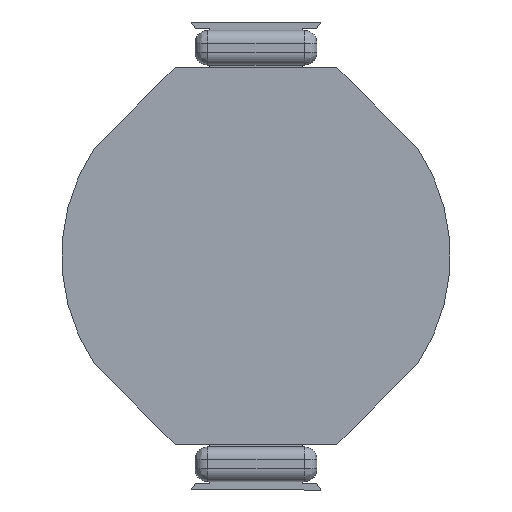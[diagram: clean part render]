
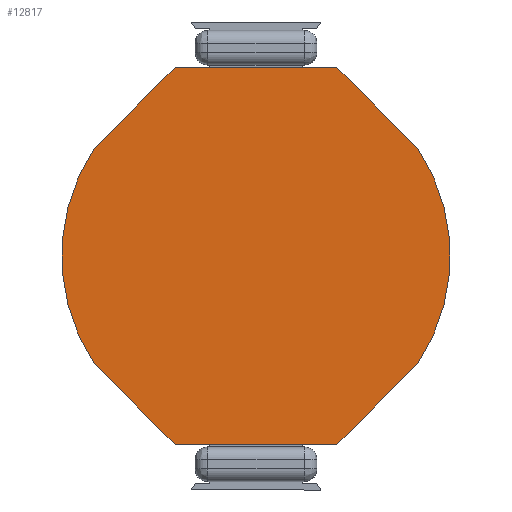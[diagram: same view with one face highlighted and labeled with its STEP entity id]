
A CAD part, front view. The second image highlights one B-rep face of the part: STEP entity #12817.
In plain terms, the highlighted planar face has unit normal (0, -1, 0).
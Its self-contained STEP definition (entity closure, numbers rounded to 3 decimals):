
#946 = CARTESIAN_POINT ( 'NONE',  ( 0., 0., 0. ) ) ;
#947 = DIRECTION ( 'NONE',  ( 0., 1., 0. ) ) ;
#948 = DIRECTION ( 'NONE',  ( 0., 0., 1. ) ) ;
#1067 = AXIS2_PLACEMENT_3D ( 'NONE', #946, #947, #948 ) ;
#1571 = PLANE ( 'NONE',  #1746 ) ;
#1572 = CARTESIAN_POINT ( 'NONE',  ( -7.62, 0., -9.18 ) ) ;
#1573 = DIRECTION ( 'NONE',  ( 0., 1., 0. ) ) ;
#1574 = DIRECTION ( 'NONE',  ( 0., 0., 1. ) ) ;
#1746 = AXIS2_PLACEMENT_3D ( 'NONE', #1572, #1573, #1574 ) ;
#4541 = FACE_OUTER_BOUND ( 'NONE', #8787, .T. ) ;
#4605 = LINE ( 'NONE', #6333, #7605 ) ;
#4607 = LINE ( 'NONE', #6337, #7607 ) ;
#4609 = LINE ( 'NONE', #6341, #7609 ) ;
#4612 = LINE ( 'NONE', #6350, #7615 ) ;
#4614 = LINE ( 'NONE', #6354, #7618 ) ;
#4615 = LINE ( 'NONE', #6356, #7619 ) ;
#4853 = EDGE_CURVE ( 'NONE', #15436, #15439, #4605, .T. ) ;
#4855 = EDGE_CURVE ( 'NONE', #15439, #15440, #4607, .T. ) ;
#4857 = EDGE_CURVE ( 'NONE', #15440, #15442, #4609, .T. ) ;
#4859 = EDGE_CURVE ( 'NONE', #15442, #15443, #7610, .T. ) ;
#4861 = EDGE_CURVE ( 'NONE', #15443, #15445, #4612, .T. ) ;
#4863 = EDGE_CURVE ( 'NONE', #15445, #15446, #4614, .T. ) ;
#4864 = EDGE_CURVE ( 'NONE', #15446, #15437, #4615, .T. ) ;
#5636 = EDGE_CURVE ( 'NONE', #15437, #15436, #7518, .T. ) ;
#6333 = CARTESIAN_POINT ( 'NONE',  ( -6.344, 0., 4.221 ) ) ;
#6334 = DIRECTION ( 'NONE',  ( 0.707, 0., 0.707 ) ) ;
#6337 = CARTESIAN_POINT ( 'NONE',  ( -7.62, 0., 7.39 ) ) ;
#6338 = DIRECTION ( 'NONE',  ( 1., 0., 0. ) ) ;
#6341 = CARTESIAN_POINT ( 'NONE',  ( 3.175, 0., 7.39 ) ) ;
#6342 = DIRECTION ( 'NONE',  ( 0.707, 0., -0.707 ) ) ;
#6345 = CARTESIAN_POINT ( 'NONE',  ( 0., 0., 0. ) ) ;
#6346 = DIRECTION ( 'NONE',  ( 0., 1., 0. ) ) ;
#6347 = DIRECTION ( 'NONE',  ( 0., 0., 1. ) ) ;
#6350 = CARTESIAN_POINT ( 'NONE',  ( 6.344, 0., -4.221 ) ) ;
#6351 = DIRECTION ( 'NONE',  ( -0.707, 0., -0.707 ) ) ;
#6354 = CARTESIAN_POINT ( 'NONE',  ( -7.62, 0., -7.39 ) ) ;
#6355 = DIRECTION ( 'NONE',  ( -1., 0., 0. ) ) ;
#6356 = CARTESIAN_POINT ( 'NONE',  ( -3.175, 0., -7.39 ) ) ;
#6357 = DIRECTION ( 'NONE',  ( -0.707, 0., 0.707 ) ) ;
#7518 = CIRCLE ( 'NONE', #1067, 7.62 ) ;
#7605 = VECTOR ( 'NONE', #6334, 1000. ) ;
#7607 = VECTOR ( 'NONE', #6338, 1000. ) ;
#7609 = VECTOR ( 'NONE', #6342, 1000. ) ;
#7610 = CIRCLE ( 'NONE', #7612, 7.62 ) ;
#7612 = AXIS2_PLACEMENT_3D ( 'NONE', #6345, #6346, #6347 ) ;
#7615 = VECTOR ( 'NONE', #6351, 1000. ) ;
#7618 = VECTOR ( 'NONE', #6355, 1000. ) ;
#7619 = VECTOR ( 'NONE', #6357, 1000. ) ;
#7939 = ORIENTED_EDGE ( 'NONE', *, *, #4857, .F. ) ;
#7940 = ORIENTED_EDGE ( 'NONE', *, *, #4863, .F. ) ;
#7941 = ORIENTED_EDGE ( 'NONE', *, *, #4861, .F. ) ;
#7942 = ORIENTED_EDGE ( 'NONE', *, *, #4859, .F. ) ;
#7943 = ORIENTED_EDGE ( 'NONE', *, *, #4855, .F. ) ;
#7944 = ORIENTED_EDGE ( 'NONE', *, *, #4853, .F. ) ;
#7945 = ORIENTED_EDGE ( 'NONE', *, *, #5636, .F. ) ;
#7946 = ORIENTED_EDGE ( 'NONE', *, *, #4864, .F. ) ;
#8787 = EDGE_LOOP ( 'NONE', ( #7940, #7941, #7942, #7939, #7943, #7944, #7945, #7946 ) ) ;
#12342 = CARTESIAN_POINT ( 'NONE',  ( -6.344, 0., 4.221 ) ) ;
#12343 = CARTESIAN_POINT ( 'NONE',  ( -6.344, 0., -4.221 ) ) ;
#12345 = CARTESIAN_POINT ( 'NONE',  ( -3.175, 0., 7.39 ) ) ;
#12346 = CARTESIAN_POINT ( 'NONE',  ( 3.175, 0., 7.39 ) ) ;
#12348 = CARTESIAN_POINT ( 'NONE',  ( 6.344, 0., 4.221 ) ) ;
#12349 = CARTESIAN_POINT ( 'NONE',  ( 6.344, 0., -4.221 ) ) ;
#12351 = CARTESIAN_POINT ( 'NONE',  ( 3.175, 0., -7.39 ) ) ;
#12352 = CARTESIAN_POINT ( 'NONE',  ( -3.175, 0., -7.39 ) ) ;
#12817 = ADVANCED_FACE ( 'NONE', ( #4541 ), #1571, .F. ) ;
#15436 = VERTEX_POINT ( 'NONE', #12342 ) ;
#15437 = VERTEX_POINT ( 'NONE', #12343 ) ;
#15439 = VERTEX_POINT ( 'NONE', #12345 ) ;
#15440 = VERTEX_POINT ( 'NONE', #12346 ) ;
#15442 = VERTEX_POINT ( 'NONE', #12348 ) ;
#15443 = VERTEX_POINT ( 'NONE', #12349 ) ;
#15445 = VERTEX_POINT ( 'NONE', #12351 ) ;
#15446 = VERTEX_POINT ( 'NONE', #12352 ) ;
